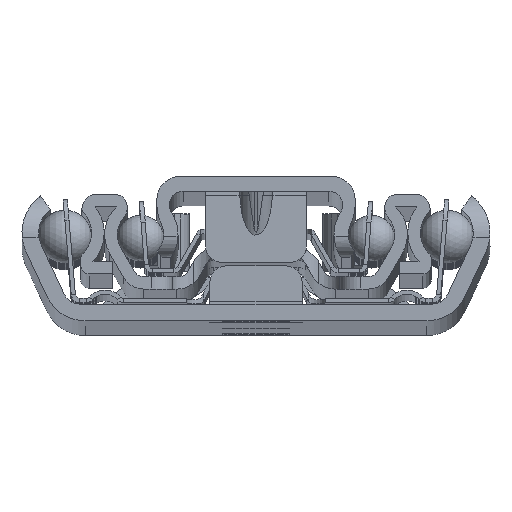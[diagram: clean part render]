
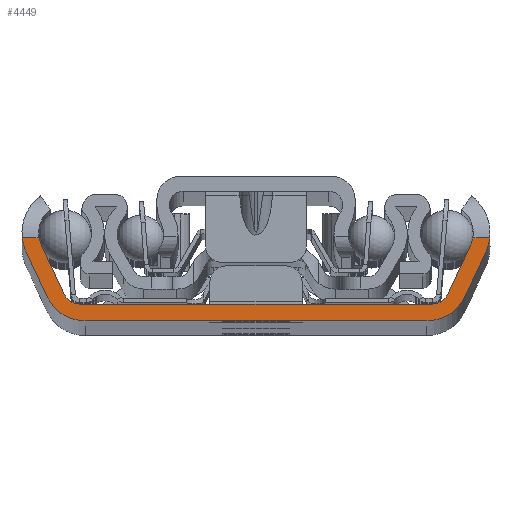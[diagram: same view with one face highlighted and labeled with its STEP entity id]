
A CAD part, top view. The second image highlights one B-rep face of the part: STEP entity #4449.
In plain terms, the highlighted planar face has unit normal (0, 0, 1).
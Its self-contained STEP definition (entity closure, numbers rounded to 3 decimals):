
#36=DIRECTION('',(1.,0.,0.));
#37=VECTOR('',#36,2.009);
#38=CARTESIAN_POINT('',(-27.867,9.9,0.));
#39=LINE('',#38,#37);
#40=CARTESIAN_POINT('',(-22.41,10.5,0.));
#41=DIRECTION('',(0.,0.,-1.));
#42=DIRECTION('',(-0.906,-0.423,0.));
#43=AXIS2_PLACEMENT_3D('',#40,#41,#42);
#45=DIRECTION('',(-0.423,0.906,0.));
#46=VECTOR('',#45,6.472);
#47=CARTESIAN_POINT('',(-22.847,3.155,0.));
#48=LINE('',#47,#46);
#49=CARTESIAN_POINT('',(-21.034,4.,0.));
#50=DIRECTION('',(0.,0.,-1.));
#51=DIRECTION('',(0.,-1.,0.));
#52=AXIS2_PLACEMENT_3D('',#49,#50,#51);
#54=DIRECTION('',(-1.,0.,0.));
#55=VECTOR('',#54,42.068);
#56=CARTESIAN_POINT('',(21.034,2.,0.));
#57=LINE('',#56,#55);
#58=CARTESIAN_POINT('',(21.034,4.,0.));
#59=DIRECTION('',(0.,0.,-1.));
#60=DIRECTION('',(0.906,-0.423,0.));
#61=AXIS2_PLACEMENT_3D('',#58,#59,#60);
#63=DIRECTION('',(-0.423,-0.906,0.));
#64=VECTOR('',#63,6.472);
#65=CARTESIAN_POINT('',(25.582,9.021,0.));
#66=LINE('',#65,#64);
#67=CARTESIAN_POINT('',(22.41,10.5,0.));
#68=DIRECTION('',(0.,0.,-1.));
#69=DIRECTION('',(0.985,-0.171,0.));
#70=AXIS2_PLACEMENT_3D('',#67,#68,#69);
#72=DIRECTION('',(1.,0.,0.));
#73=VECTOR('',#72,2.009);
#74=CARTESIAN_POINT('',(25.858,9.9,0.));
#75=LINE('',#74,#73);
#76=CARTESIAN_POINT('',(22.41,10.5,0.));
#77=DIRECTION('',(0.,0.,1.));
#78=DIRECTION('',(0.906,-0.423,0.));
#79=AXIS2_PLACEMENT_3D('',#76,#77,#78);
#81=DIRECTION('',(0.423,0.906,0.));
#82=VECTOR('',#81,5.84);
#83=CARTESIAN_POINT('',(24.918,2.887,0.));
#84=LINE('',#83,#82);
#85=CARTESIAN_POINT('',(20.386,5.,0.));
#86=DIRECTION('',(0.,0.,1.));
#87=DIRECTION('',(0.,-1.,0.));
#88=AXIS2_PLACEMENT_3D('',#85,#86,#87);
#90=DIRECTION('',(1.,0.,0.));
#91=VECTOR('',#90,40.772);
#92=CARTESIAN_POINT('',(-20.386,0.,0.));
#93=LINE('',#92,#91);
#94=CARTESIAN_POINT('',(-20.386,5.,0.));
#95=DIRECTION('',(0.,0.,1.));
#96=DIRECTION('',(-0.906,-0.423,0.));
#97=AXIS2_PLACEMENT_3D('',#94,#95,#96);
#99=DIRECTION('',(0.423,-0.906,0.));
#100=VECTOR('',#99,5.84);
#101=CARTESIAN_POINT('',(-27.386,8.18,0.));
#102=LINE('',#101,#100);
#103=CARTESIAN_POINT('',(-22.41,10.5,0.));
#104=DIRECTION('',(0.,0.,1.));
#105=DIRECTION('',(-0.994,-0.109,0.));
#106=AXIS2_PLACEMENT_3D('',#103,#104,#105);
#3697=CARTESIAN_POINT('',(-21.034,2.,0.));
#3698=CARTESIAN_POINT('',(-22.847,3.155,0.));
#3699=VERTEX_POINT('',#3697);
#3700=VERTEX_POINT('',#3698);
#3701=CARTESIAN_POINT('',(-25.582,9.021,0.));
#3702=VERTEX_POINT('',#3701);
#3703=CARTESIAN_POINT('',(-27.386,8.18,0.));
#3704=CARTESIAN_POINT('',(-24.918,2.887,0.));
#3705=VERTEX_POINT('',#3703);
#3706=VERTEX_POINT('',#3704);
#3707=CARTESIAN_POINT('',(-20.386,0.,0.));
#3708=VERTEX_POINT('',#3707);
#3709=CARTESIAN_POINT('',(20.386,0.,0.));
#3710=VERTEX_POINT('',#3709);
#3711=CARTESIAN_POINT('',(24.918,2.887,0.));
#3712=VERTEX_POINT('',#3711);
#3713=CARTESIAN_POINT('',(27.386,8.18,0.));
#3714=VERTEX_POINT('',#3713);
#3715=CARTESIAN_POINT('',(25.582,9.021,0.));
#3716=CARTESIAN_POINT('',(22.847,3.155,0.));
#3717=VERTEX_POINT('',#3715);
#3718=VERTEX_POINT('',#3716);
#3719=CARTESIAN_POINT('',(21.034,2.,0.));
#3720=VERTEX_POINT('',#3719);
#3801=CARTESIAN_POINT('',(-27.867,9.9,0.));
#3802=CARTESIAN_POINT('',(-25.858,9.9,0.));
#3803=VERTEX_POINT('',#3801);
#3804=VERTEX_POINT('',#3802);
#3805=CARTESIAN_POINT('',(25.858,9.9,0.));
#3806=CARTESIAN_POINT('',(27.867,9.9,0.));
#3807=VERTEX_POINT('',#3805);
#3808=VERTEX_POINT('',#3806);
#4410=CARTESIAN_POINT('',(0.,0.,0.));
#4411=DIRECTION('',(0.,0.,1.));
#4412=DIRECTION('',(1.,0.,0.));
#4413=AXIS2_PLACEMENT_3D('',#4410,#4411,#4412);
#4414=PLANE('',#4413);
#4416=ORIENTED_EDGE('',*,*,#4415,.T.);
#4418=ORIENTED_EDGE('',*,*,#4417,.F.);
#4420=ORIENTED_EDGE('',*,*,#4419,.F.);
#4422=ORIENTED_EDGE('',*,*,#4421,.F.);
#4424=ORIENTED_EDGE('',*,*,#4423,.F.);
#4426=ORIENTED_EDGE('',*,*,#4425,.F.);
#4428=ORIENTED_EDGE('',*,*,#4427,.F.);
#4430=ORIENTED_EDGE('',*,*,#4429,.F.);
#4432=ORIENTED_EDGE('',*,*,#4431,.T.);
#4434=ORIENTED_EDGE('',*,*,#4433,.F.);
#4436=ORIENTED_EDGE('',*,*,#4435,.F.);
#4438=ORIENTED_EDGE('',*,*,#4437,.F.);
#4440=ORIENTED_EDGE('',*,*,#4439,.F.);
#4442=ORIENTED_EDGE('',*,*,#4441,.F.);
#4444=ORIENTED_EDGE('',*,*,#4443,.F.);
#4446=ORIENTED_EDGE('',*,*,#4445,.F.);
#4447=EDGE_LOOP('',(#4416,#4418,#4420,#4422,#4424,#4426,#4428,#4430,#4432,#4434,
#4436,#4438,#4440,#4442,#4444,#4446));
#4448=FACE_OUTER_BOUND('',#4447,.F.);
#4449=ADVANCED_FACE('',(#4448),#4414,.T.);
#44=CIRCLE('',#43,3.5);
#53=CIRCLE('',#52,2.);
#62=CIRCLE('',#61,2.);
#71=CIRCLE('',#70,3.5);
#80=CIRCLE('',#79,5.49);
#89=CIRCLE('',#88,5.);
#98=CIRCLE('',#97,5.);
#107=CIRCLE('',#106,5.49);
#4415=EDGE_CURVE('',#3803,#3804,#39,.T.);
#4417=EDGE_CURVE('',#3702,#3804,#44,.T.);
#4419=EDGE_CURVE('',#3700,#3702,#48,.T.);
#4421=EDGE_CURVE('',#3699,#3700,#53,.T.);
#4423=EDGE_CURVE('',#3720,#3699,#57,.T.);
#4425=EDGE_CURVE('',#3718,#3720,#62,.T.);
#4427=EDGE_CURVE('',#3717,#3718,#66,.T.);
#4429=EDGE_CURVE('',#3807,#3717,#71,.T.);
#4431=EDGE_CURVE('',#3807,#3808,#75,.T.);
#4433=EDGE_CURVE('',#3714,#3808,#80,.T.);
#4435=EDGE_CURVE('',#3712,#3714,#84,.T.);
#4437=EDGE_CURVE('',#3710,#3712,#89,.T.);
#4439=EDGE_CURVE('',#3708,#3710,#93,.T.);
#4441=EDGE_CURVE('',#3706,#3708,#98,.T.);
#4443=EDGE_CURVE('',#3705,#3706,#102,.T.);
#4445=EDGE_CURVE('',#3803,#3705,#107,.T.);
